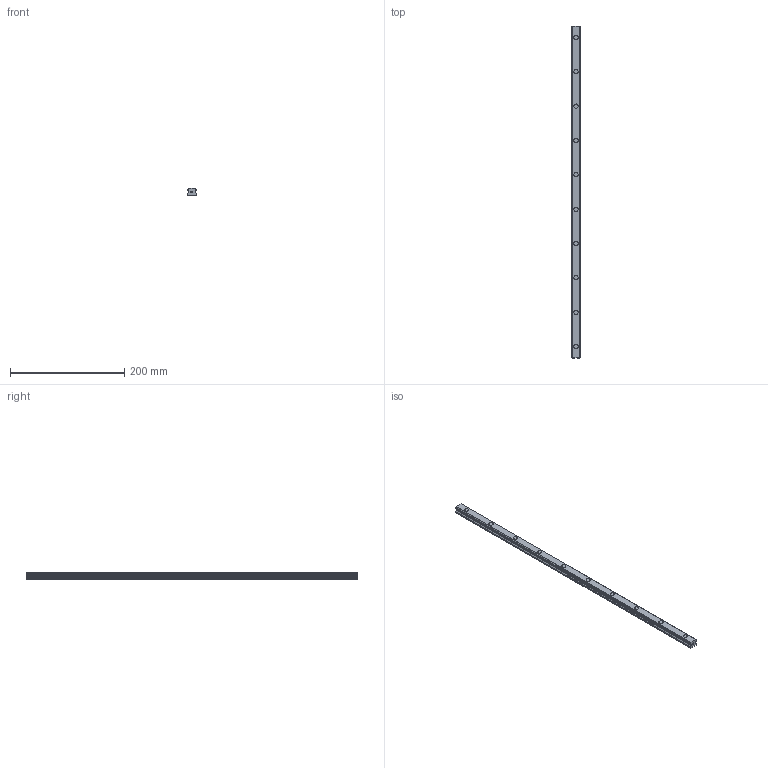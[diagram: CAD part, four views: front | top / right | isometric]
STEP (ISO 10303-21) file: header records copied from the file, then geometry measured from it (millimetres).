
FILE_DESCRIPTION(('STEP AP214'),'1');
FILE_NAME('cctmp_9B87D5F0-1DFB-462F-A58C-675A1C9A8C92_2021_02_02_13_27_05_0125..stp','2021-02-02T12:27:05',('HIWIN GmbH'),('CADClick - www.CADClick.com'),'Spatial InterOp 3D',' ','unknown authorization');
FILE_SCHEMA(('AUTOMOTIVE_DESIGN'));
Length unit declared in the file: millimetre
Products named in the file (1): EGR15U580C_FILE
Bounding box: 15 x 580 x 12.5 mm (x, y, z)
Volume: 92287.2 mm3; surface area: 35673.6 mm2
Topology: 1 solids, 1 shells, 203 faces, 531 edges, 354 vertices
Faces by surface type: plane 125, cylinder 78
Entity records: 7949 total; most frequent: DIRECTION 1135, CARTESIAN_POINT 1089, ORIENTED_EDGE 1062, EDGE_CURVE 531, AXIS2_PLACEMENT_3D 400, VERTEX_POINT 354, LINE 335, VECTOR 335
